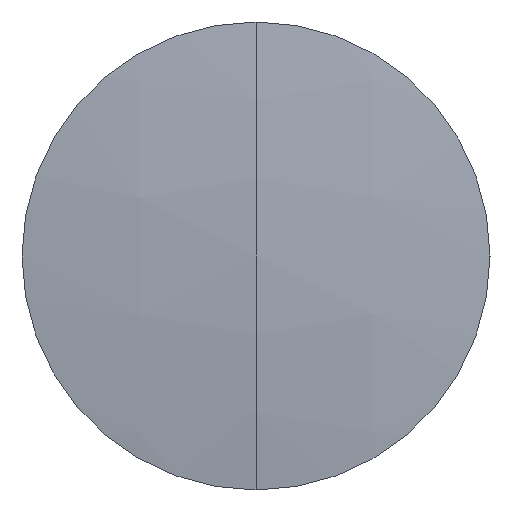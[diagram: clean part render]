
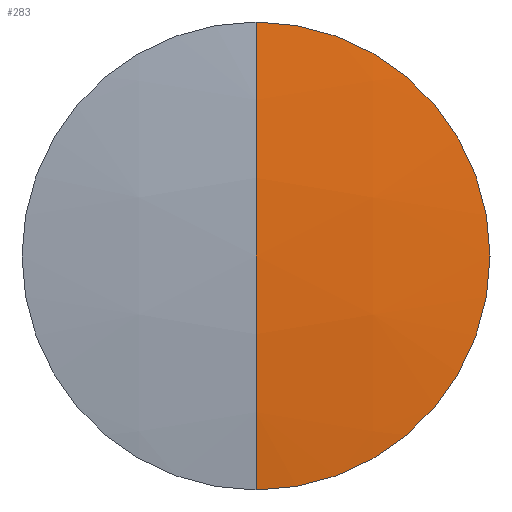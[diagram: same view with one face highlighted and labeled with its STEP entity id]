
A CAD part, left-side view. The second image highlights one B-rep face of the part: STEP entity #283.
In plain terms, the highlighted spherical face has radius 123.689 mm.
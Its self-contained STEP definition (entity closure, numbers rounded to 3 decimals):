
#2 = VERTEX_POINT ( 'NONE', #147 ) ;
#3 = EDGE_LOOP ( 'NONE', ( #88, #239, #39 ) ) ;
#16 = DIRECTION ( 'NONE',  ( 0., 0., 1. ) ) ;
#18 = EDGE_CURVE ( 'NONE', #2, #87, #149, .T. ) ;
#19 = DIRECTION ( 'NONE',  ( -1., 0., 0. ) ) ;
#35 = DIRECTION ( 'NONE',  ( 0., -1., 0. ) ) ;
#39 = ORIENTED_EDGE ( 'NONE', *, *, #69, .F. ) ;
#46 = CIRCLE ( 'NONE', #276, 123.689 ) ;
#69 = EDGE_CURVE ( 'NONE', #2, #328, #46, .T. ) ;
#87 = VERTEX_POINT ( 'NONE', #140 ) ;
#88 = ORIENTED_EDGE ( 'NONE', *, *, #18, .T. ) ;
#99 = AXIS2_PLACEMENT_3D ( 'NONE', #229, #35, #198 ) ;
#110 = DIRECTION ( 'NONE',  ( 0., -1., 0. ) ) ;
#118 = SPHERICAL_SURFACE ( 'NONE', #99, 123.689 ) ;
#120 = DIRECTION ( 'NONE',  ( 0., 0., 1. ) ) ;
#131 = AXIS2_PLACEMENT_3D ( 'NONE', #209, #19, #16 ) ;
#140 = CARTESIAN_POINT ( 'NONE',  ( 259.136, 0., 15.75 ) ) ;
#147 = CARTESIAN_POINT ( 'NONE',  ( 259.136, 0., -15.75 ) ) ;
#149 = CIRCLE ( 'NONE', #131, 15.75 ) ;
#152 = FACE_OUTER_BOUND ( 'NONE', #3, .T. ) ;
#161 = AXIS2_PLACEMENT_3D ( 'NONE', #173, #110, #334 ) ;
#167 = CARTESIAN_POINT ( 'NONE',  ( 381.818, 0., 0. ) ) ;
#173 = CARTESIAN_POINT ( 'NONE',  ( 381.818, 0., 0. ) ) ;
#198 = DIRECTION ( 'NONE',  ( 0., 0., -1. ) ) ;
#209 = CARTESIAN_POINT ( 'NONE',  ( 259.136, 0., 0. ) ) ;
#229 = CARTESIAN_POINT ( 'NONE',  ( 381.818, 0., 0. ) ) ;
#239 = ORIENTED_EDGE ( 'NONE', *, *, #241, .T. ) ;
#240 = CIRCLE ( 'NONE', #161, 123.689 ) ;
#241 = EDGE_CURVE ( 'NONE', #87, #328, #240, .T. ) ;
#246 = CARTESIAN_POINT ( 'NONE',  ( 258.129, 0., 0. ) ) ;
#276 = AXIS2_PLACEMENT_3D ( 'NONE', #167, #292, #120 ) ;
#283 = ADVANCED_FACE ( 'NONE', ( #152 ), #118, .T. ) ;
#292 = DIRECTION ( 'NONE',  ( 0., 1., 0. ) ) ;
#328 = VERTEX_POINT ( 'NONE', #246 ) ;
#334 = DIRECTION ( 'NONE',  ( 0., 0., -1. ) ) ;
